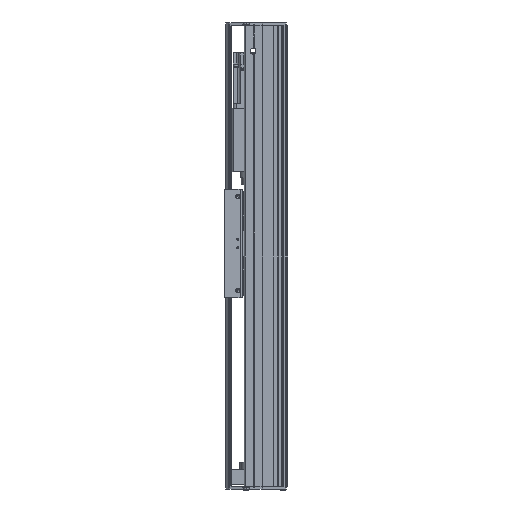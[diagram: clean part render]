
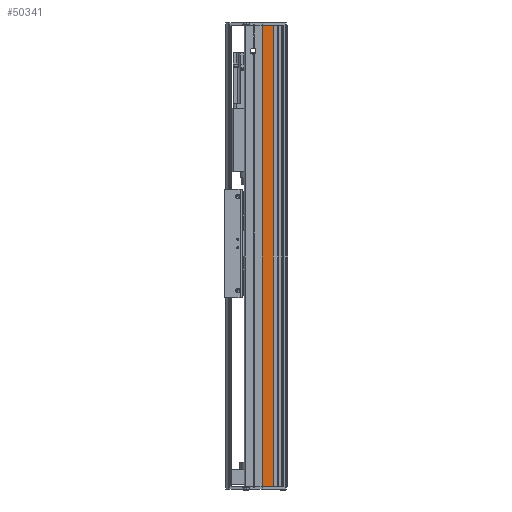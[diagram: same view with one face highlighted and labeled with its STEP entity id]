
A CAD part, left-side view. The second image highlights one B-rep face of the part: STEP entity #50341.
In plain terms, the highlighted planar face has unit normal (-1, 0, 0).
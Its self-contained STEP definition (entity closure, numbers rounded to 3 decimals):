
#284 = VERTEX_POINT ( 'NONE', #48794 ) ;
#3139 = DIRECTION ( 'NONE',  ( 0., 0., 1. ) ) ;
#7291 = CARTESIAN_POINT ( 'NONE',  ( -77.5, 32., -635. ) ) ;
#8787 = DIRECTION ( 'NONE',  ( 0., 0., 1. ) ) ;
#15197 = ORIENTED_EDGE ( 'NONE', *, *, #19155, .T. ) ;
#15409 = VECTOR ( 'NONE', #8787, 1000. ) ;
#15508 = EDGE_CURVE ( 'NONE', #44819, #63151, #17893, .T. ) ;
#16885 = EDGE_CURVE ( 'NONE', #25389, #284, #34573, .T. ) ;
#17013 = LINE ( 'NONE', #59973, #15409 ) ;
#17893 = LINE ( 'NONE', #30373, #29961 ) ;
#18434 = PLANE ( 'NONE',  #26001 ) ;
#19155 = EDGE_CURVE ( 'NONE', #63151, #284, #17013, .T. ) ;
#19694 = EDGE_CURVE ( 'NONE', #44819, #25389, #54748, .T. ) ;
#19764 = ORIENTED_EDGE ( 'NONE', *, *, #19694, .F. ) ;
#21459 = CARTESIAN_POINT ( 'NONE',  ( -77.5, 17.75, -635. ) ) ;
#23081 = CARTESIAN_POINT ( 'NONE',  ( -77.5, 32., -635. ) ) ;
#25389 = VERTEX_POINT ( 'NONE', #59269 ) ;
#25742 = VECTOR ( 'NONE', #53296, 1000. ) ;
#25789 = VECTOR ( 'NONE', #58979, 1000. ) ;
#26001 = AXIS2_PLACEMENT_3D ( 'NONE', #28550, #33921, #3139 ) ;
#27418 = EDGE_LOOP ( 'NONE', ( #31147, #19764, #44278, #15197 ) ) ;
#28550 = CARTESIAN_POINT ( 'NONE',  ( -77.5, 32., -635. ) ) ;
#29961 = VECTOR ( 'NONE', #35503, 1000. ) ;
#30373 = CARTESIAN_POINT ( 'NONE',  ( -77.5, 32., -635. ) ) ;
#31147 = ORIENTED_EDGE ( 'NONE', *, *, #16885, .F. ) ;
#33921 = DIRECTION ( 'NONE',  ( -1., 0., 0. ) ) ;
#34573 = LINE ( 'NONE', #58456, #25742 ) ;
#35503 = DIRECTION ( 'NONE',  ( 0., -1., 0. ) ) ;
#44278 = ORIENTED_EDGE ( 'NONE', *, *, #15508, .T. ) ;
#44819 = VERTEX_POINT ( 'NONE', #7291 ) ;
#48794 = CARTESIAN_POINT ( 'NONE',  ( -77.5, 17.75, 0. ) ) ;
#50341 = ADVANCED_FACE ( 'NONE', ( #55146 ), #18434, .T. ) ;
#53296 = DIRECTION ( 'NONE',  ( 0., -1., 0. ) ) ;
#54748 = LINE ( 'NONE', #23081, #25789 ) ;
#55146 = FACE_OUTER_BOUND ( 'NONE', #27418, .T. ) ;
#58456 = CARTESIAN_POINT ( 'NONE',  ( -77.5, 32., 0. ) ) ;
#58979 = DIRECTION ( 'NONE',  ( 0., 0., 1. ) ) ;
#59269 = CARTESIAN_POINT ( 'NONE',  ( -77.5, 32., 0. ) ) ;
#59973 = CARTESIAN_POINT ( 'NONE',  ( -77.5, 17.75, -635. ) ) ;
#63151 = VERTEX_POINT ( 'NONE', #21459 ) ;
